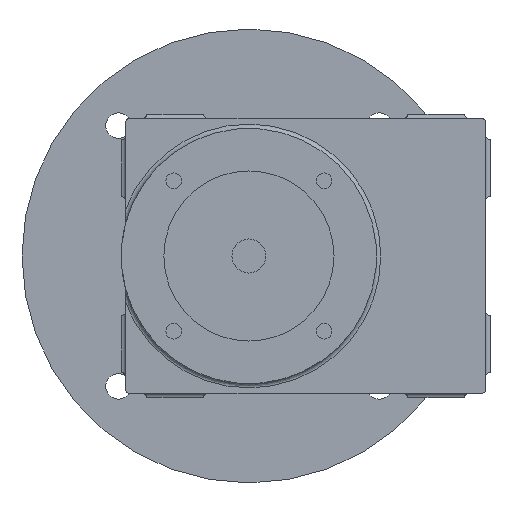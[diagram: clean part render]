
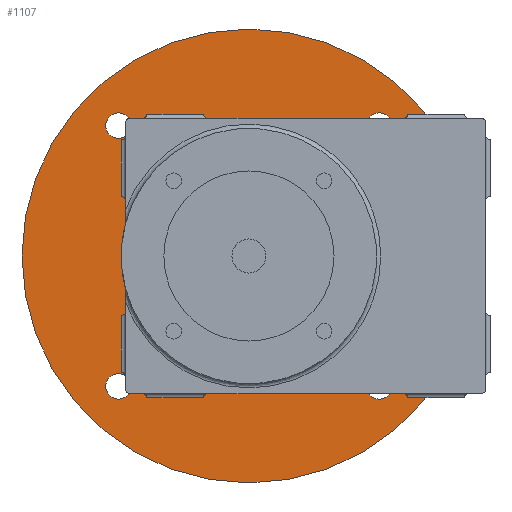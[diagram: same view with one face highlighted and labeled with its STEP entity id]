
A CAD part, left-side view. The second image highlights one B-rep face of the part: STEP entity #1107.
In plain terms, the highlighted planar face has unit normal (-1, 0, 0).
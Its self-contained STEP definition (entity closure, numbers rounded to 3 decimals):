
#965=CARTESIAN_POINT('',(119.,41.5,0.));
#966=VERTEX_POINT('',#965);
#967=CARTESIAN_POINT('',(119.,0.0,0.0));
#968=DIRECTION('',(-1.0,0.0,0.0));
#969=DIRECTION('',(0.0,-1.0,0.0));
#970=AXIS2_PLACEMENT_3D('',#967,#968,#969);
#971=CIRCLE('',#970,41.5);
#972=EDGE_CURVE('',#966,#966,#971,.T.);
#1044=CARTESIAN_POINT('',(119.,60.,0.0));
#1045=DIRECTION('',(-1.0,0.0,0.0));
#1046=DIRECTION('',(0.0,0.0,1.0));
#1047=AXIS2_PLACEMENT_3D('',#1044,#1045,#1046);
#1048=PLANE('',#1047);
#1049=CARTESIAN_POINT('',(119.,80.,0.0));
#1050=VERTEX_POINT('',#1049);
#1051=CARTESIAN_POINT('',(119.,0.0,0.0));
#1052=DIRECTION('',(1.0,0.0,0.0));
#1053=DIRECTION('',(0.0,1.0,0.0));
#1054=AXIS2_PLACEMENT_3D('',#1051,#1052,#1053);
#1055=CIRCLE('',#1054,80.);
#1056=EDGE_CURVE('',#1050,#1050,#1055,.T.);
#1057=ORIENTED_EDGE('',*,*,#1056,.F.);
#1058=EDGE_LOOP('',(#1057));
#1059=FACE_OUTER_BOUND('',#1058,.T.);
#1060=CARTESIAN_POINT('',(119.,45.962,41.462));
#1061=VERTEX_POINT('',#1060);
#1062=CARTESIAN_POINT('',(119.,45.962,45.962));
#1063=DIRECTION('',(1.0,0.0,0.0));
#1064=DIRECTION('',(0.0,0.0,-1.0));
#1065=AXIS2_PLACEMENT_3D('',#1062,#1063,#1064);
#1066=CIRCLE('',#1065,4.5);
#1067=EDGE_CURVE('',#1061,#1061,#1066,.T.);
#1068=ORIENTED_EDGE('',*,*,#1067,.T.);
#1069=EDGE_LOOP('',(#1068));
#1070=FACE_BOUND('',#1069,.T.);
#1071=CARTESIAN_POINT('',(119.,45.962,-50.462));
#1072=VERTEX_POINT('',#1071);
#1073=CARTESIAN_POINT('',(119.,45.962,-45.962));
#1074=DIRECTION('',(1.0,0.0,0.0));
#1075=DIRECTION('',(0.0,0.0,-1.0));
#1076=AXIS2_PLACEMENT_3D('',#1073,#1074,#1075);
#1077=CIRCLE('',#1076,4.5);
#1078=EDGE_CURVE('',#1072,#1072,#1077,.T.);
#1079=ORIENTED_EDGE('',*,*,#1078,.T.);
#1080=EDGE_LOOP('',(#1079));
#1081=FACE_BOUND('',#1080,.T.);
#1082=CARTESIAN_POINT('',(119.,-45.962,41.462));
#1083=VERTEX_POINT('',#1082);
#1084=CARTESIAN_POINT('',(119.,-45.962,45.962));
#1085=DIRECTION('',(1.0,0.0,0.0));
#1086=DIRECTION('',(0.0,0.0,-1.0));
#1087=AXIS2_PLACEMENT_3D('',#1084,#1085,#1086);
#1088=CIRCLE('',#1087,4.5);
#1089=EDGE_CURVE('',#1083,#1083,#1088,.T.);
#1090=ORIENTED_EDGE('',*,*,#1089,.T.);
#1091=EDGE_LOOP('',(#1090));
#1092=FACE_BOUND('',#1091,.T.);
#1093=CARTESIAN_POINT('',(119.,-45.962,-50.462));
#1094=VERTEX_POINT('',#1093);
#1095=CARTESIAN_POINT('',(119.,-45.962,-45.962));
#1096=DIRECTION('',(1.0,0.0,0.0));
#1097=DIRECTION('',(0.0,0.0,-1.0));
#1098=AXIS2_PLACEMENT_3D('',#1095,#1096,#1097);
#1099=CIRCLE('',#1098,4.5);
#1100=EDGE_CURVE('',#1094,#1094,#1099,.T.);
#1101=ORIENTED_EDGE('',*,*,#1100,.T.);
#1102=EDGE_LOOP('',(#1101));
#1103=FACE_BOUND('',#1102,.T.);
#1104=ORIENTED_EDGE('',*,*,#972,.F.);
#1105=EDGE_LOOP('',(#1104));
#1106=FACE_BOUND('',#1105,.T.);
#1107=ADVANCED_FACE('',(#1059,#1070,#1081,#1092,#1103,#1106),#1048,.T.);
